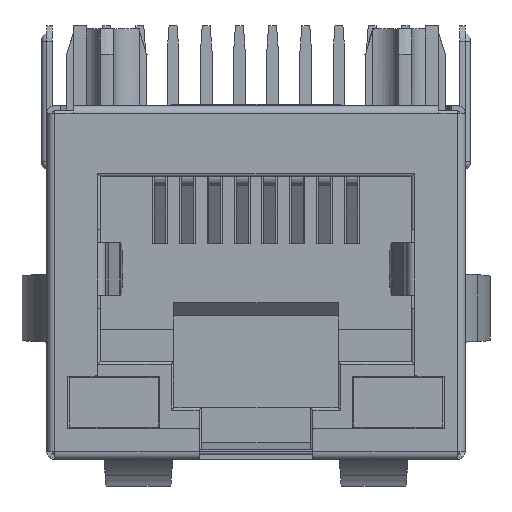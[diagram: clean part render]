
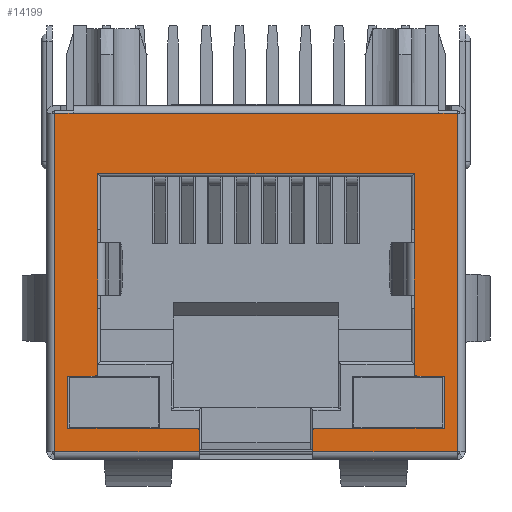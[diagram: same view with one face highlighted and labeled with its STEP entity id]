
A CAD part, front view. The second image highlights one B-rep face of the part: STEP entity #14199.
In plain terms, the highlighted planar face has unit normal (0, -1, 0).
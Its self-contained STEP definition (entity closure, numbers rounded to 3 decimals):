
#639=CIRCLE('',#17495,0.1);
#640=CIRCLE('',#17496,0.1);
#641=CIRCLE('',#17497,0.1);
#642=CIRCLE('',#17498,0.1);
#1466=ORIENTED_EDGE('',*,*,#5721,.T.);
#1467=ORIENTED_EDGE('',*,*,#5722,.F.);
#1468=ORIENTED_EDGE('',*,*,#5713,.T.);
#1469=ORIENTED_EDGE('',*,*,#5723,.T.);
#1470=ORIENTED_EDGE('',*,*,#5724,.T.);
#1471=ORIENTED_EDGE('',*,*,#5725,.T.);
#1472=ORIENTED_EDGE('',*,*,#5726,.T.);
#1473=ORIENTED_EDGE('',*,*,#5727,.T.);
#1474=ORIENTED_EDGE('',*,*,#5728,.T.);
#1475=ORIENTED_EDGE('',*,*,#5729,.T.);
#1476=ORIENTED_EDGE('',*,*,#5730,.F.);
#1477=ORIENTED_EDGE('',*,*,#5731,.T.);
#1478=ORIENTED_EDGE('',*,*,#5732,.F.);
#1479=ORIENTED_EDGE('',*,*,#5733,.F.);
#1480=ORIENTED_EDGE('',*,*,#5734,.T.);
#1481=ORIENTED_EDGE('',*,*,#5719,.T.);
#1482=ORIENTED_EDGE('',*,*,#5735,.T.);
#1483=ORIENTED_EDGE('',*,*,#5736,.T.);
#1484=ORIENTED_EDGE('',*,*,#5737,.T.);
#1485=ORIENTED_EDGE('',*,*,#5738,.T.);
#1486=ORIENTED_EDGE('',*,*,#5739,.T.);
#1487=ORIENTED_EDGE('',*,*,#5740,.T.);
#1488=ORIENTED_EDGE('',*,*,#5715,.T.);
#1489=ORIENTED_EDGE('',*,*,#5741,.T.);
#1490=ORIENTED_EDGE('',*,*,#5742,.T.);
#1491=ORIENTED_EDGE('',*,*,#5743,.T.);
#5713=EDGE_CURVE('',#7809,#7811,#9060,.T.);
#5715=EDGE_CURVE('',#7814,#7813,#9062,.T.);
#5719=EDGE_CURVE('',#7817,#7816,#9065,.T.);
#5721=EDGE_CURVE('',#7818,#7819,#9066,.T.);
#5722=EDGE_CURVE('',#7809,#7819,#9067,.T.);
#5723=EDGE_CURVE('',#7811,#7820,#639,.T.);
#5724=EDGE_CURVE('',#7820,#7821,#9068,.T.);
#5725=EDGE_CURVE('',#7821,#7822,#9069,.T.);
#5726=EDGE_CURVE('',#7822,#7823,#9070,.T.);
#5727=EDGE_CURVE('',#7823,#7824,#640,.T.);
#5728=EDGE_CURVE('',#7824,#7825,#9071,.T.);
#5729=EDGE_CURVE('',#7825,#7826,#9072,.T.);
#5730=EDGE_CURVE('',#7827,#7826,#9073,.T.);
#5731=EDGE_CURVE('',#7827,#7828,#9074,.T.);
#5732=EDGE_CURVE('',#7829,#7828,#9075,.T.);
#5733=EDGE_CURVE('',#7830,#7829,#9076,.T.);
#5734=EDGE_CURVE('',#7830,#7817,#9077,.T.);
#5735=EDGE_CURVE('',#7816,#7831,#9078,.T.);
#5736=EDGE_CURVE('',#7831,#7832,#641,.T.);
#5737=EDGE_CURVE('',#7832,#7833,#9079,.T.);
#5738=EDGE_CURVE('',#7833,#7834,#9080,.T.);
#5739=EDGE_CURVE('',#7834,#7835,#9081,.T.);
#5740=EDGE_CURVE('',#7835,#7814,#642,.T.);
#5741=EDGE_CURVE('',#7813,#7836,#9082,.T.);
#5742=EDGE_CURVE('',#7836,#7837,#9083,.T.);
#5743=EDGE_CURVE('',#7837,#7818,#9084,.T.);
#7809=VERTEX_POINT('',#23621);
#7811=VERTEX_POINT('',#23625);
#7813=VERTEX_POINT('',#23630);
#7814=VERTEX_POINT('',#23632);
#7816=VERTEX_POINT('',#23638);
#7817=VERTEX_POINT('',#23640);
#7818=VERTEX_POINT('',#23644);
#7819=VERTEX_POINT('',#23645);
#7820=VERTEX_POINT('',#23648);
#7821=VERTEX_POINT('',#23650);
#7822=VERTEX_POINT('',#23652);
#7823=VERTEX_POINT('',#23654);
#7824=VERTEX_POINT('',#23656);
#7825=VERTEX_POINT('',#23658);
#7826=VERTEX_POINT('',#23660);
#7827=VERTEX_POINT('',#23662);
#7828=VERTEX_POINT('',#23664);
#7829=VERTEX_POINT('',#23666);
#7830=VERTEX_POINT('',#23668);
#7831=VERTEX_POINT('',#23671);
#7832=VERTEX_POINT('',#23673);
#7833=VERTEX_POINT('',#23675);
#7834=VERTEX_POINT('',#23677);
#7835=VERTEX_POINT('',#23679);
#7836=VERTEX_POINT('',#23682);
#7837=VERTEX_POINT('',#23684);
#9060=LINE('',#23626,#10610);
#9062=LINE('',#23631,#10612);
#9065=LINE('',#23639,#10615);
#9066=LINE('',#23643,#10616);
#9067=LINE('',#23646,#10617);
#9068=LINE('',#23649,#10618);
#9069=LINE('',#23651,#10619);
#9070=LINE('',#23653,#10620);
#9071=LINE('',#23657,#10621);
#9072=LINE('',#23659,#10622);
#9073=LINE('',#23661,#10623);
#9074=LINE('',#23663,#10624);
#9075=LINE('',#23665,#10625);
#9076=LINE('',#23667,#10626);
#9077=LINE('',#23669,#10627);
#9078=LINE('',#23670,#10628);
#9079=LINE('',#23674,#10629);
#9080=LINE('',#23676,#10630);
#9081=LINE('',#23678,#10631);
#9082=LINE('',#23681,#10632);
#9083=LINE('',#23683,#10633);
#9084=LINE('',#23685,#10634);
#10610=VECTOR('',#19127,1000.);
#10612=VECTOR('',#19131,1000.);
#10615=VECTOR('',#19138,1000.);
#10616=VECTOR('',#19143,1000.);
#10617=VECTOR('',#19144,1000.);
#10618=VECTOR('',#19147,1000.);
#10619=VECTOR('',#19148,1000.);
#10620=VECTOR('',#19149,1000.);
#10621=VECTOR('',#19152,1000.);
#10622=VECTOR('',#19153,1000.);
#10623=VECTOR('',#19154,1000.);
#10624=VECTOR('',#19155,1000.);
#10625=VECTOR('',#19156,1000.);
#10626=VECTOR('',#19157,1000.);
#10627=VECTOR('',#19158,1000.);
#10628=VECTOR('',#19159,1000.);
#10629=VECTOR('',#19162,1000.);
#10630=VECTOR('',#19163,1000.);
#10631=VECTOR('',#19164,1000.);
#10632=VECTOR('',#19167,1000.);
#10633=VECTOR('',#19168,1000.);
#10634=VECTOR('',#19169,1000.);
#11948=EDGE_LOOP('',(#1466,#1467,#1468,#1469,#1470,#1471,#1472,#1473,#1474,
#1475,#1476,#1477,#1478,#1479,#1480,#1481,#1482,#1483,#1484,#1485,#1486,
#1487,#1488,#1489,#1490,#1491));
#12810=FACE_BOUND('',#11948,.T.);
#13627=PLANE('',#17494);
#14199=ADVANCED_FACE('',(#12810),#13627,.T.);
#17494=AXIS2_PLACEMENT_3D('',#23642,#19141,#19142);
#17495=AXIS2_PLACEMENT_3D('',#23647,#19145,#19146);
#17496=AXIS2_PLACEMENT_3D('',#23655,#19150,#19151);
#17497=AXIS2_PLACEMENT_3D('',#23672,#19160,#19161);
#17498=AXIS2_PLACEMENT_3D('',#23680,#19165,#19166);
#19127=DIRECTION('',(0.,0.,-1.));
#19131=DIRECTION('',(0.,0.,1.));
#19138=DIRECTION('',(1.,0.,0.));
#19141=DIRECTION('',(0.,-1.,0.));
#19142=DIRECTION('',(0.,0.,-1.));
#19143=DIRECTION('',(0.,0.,-1.));
#19144=DIRECTION('',(0.,0.,1.));
#19145=DIRECTION('',(0.,-1.,0.));
#19146=DIRECTION('',(0.,0.,-1.));
#19147=DIRECTION('',(1.,0.,0.));
#19148=DIRECTION('',(0.,0.,-1.));
#19149=DIRECTION('',(-1.,0.,0.));
#19150=DIRECTION('',(0.,-1.,0.));
#19151=DIRECTION('',(0.,0.,-1.));
#19152=DIRECTION('',(0.,0.,-1.));
#19153=DIRECTION('',(1.,0.,0.));
#19154=DIRECTION('',(0.,0.,-1.));
#19155=DIRECTION('',(-1.,0.,0.));
#19156=DIRECTION('',(1.,0.,0.));
#19157=DIRECTION('',(1.,0.,0.));
#19158=DIRECTION('',(0.,0.,-1.));
#19159=DIRECTION('',(0.,0.,1.));
#19160=DIRECTION('',(0.,-1.,0.));
#19161=DIRECTION('',(0.,0.,-1.));
#19162=DIRECTION('',(-1.,0.,0.));
#19163=DIRECTION('',(0.,0.,1.));
#19164=DIRECTION('',(1.,0.,0.));
#19165=DIRECTION('',(0.,-1.,0.));
#19166=DIRECTION('',(0.,0.,-1.));
#19167=DIRECTION('',(0.,0.,1.));
#19168=DIRECTION('',(0.,0.,1.));
#19169=DIRECTION('',(1.,0.,0.));
#23621=CARTESIAN_POINT('',(6.06,-10.8,-0.475));
#23625=CARTESIAN_POINT('',(6.06,-10.8,-3.475));
#23626=CARTESIAN_POINT('',(6.06,-10.8,6.775));
#23630=CARTESIAN_POINT('',(-6.06,-10.8,-0.475));
#23631=CARTESIAN_POINT('',(-6.06,-10.8,6.775));
#23632=CARTESIAN_POINT('',(-6.06,-10.8,-3.475));
#23638=CARTESIAN_POINT('',(-2.175,-10.8,-6.475));
#23639=CARTESIAN_POINT('',(-7.7,-10.8,-6.475));
#23640=CARTESIAN_POINT('',(-7.7,-10.8,-6.475));
#23642=CARTESIAN_POINT('',(-7.7,-10.8,6.775));
#23643=CARTESIAN_POINT('',(6.06,-10.8,6.775));
#23644=CARTESIAN_POINT('',(6.06,-10.8,4.175));
#23645=CARTESIAN_POINT('',(6.06,-10.8,1.525));
#23646=CARTESIAN_POINT('',(6.06,-10.8,-0.475));
#23647=CARTESIAN_POINT('',(6.16,-10.8,-3.475));
#23648=CARTESIAN_POINT('',(6.16,-10.8,-3.575));
#23649=CARTESIAN_POINT('',(-7.7,-10.8,-3.575));
#23650=CARTESIAN_POINT('',(7.2,-10.8,-3.575));
#23651=CARTESIAN_POINT('',(7.2,-10.8,6.775));
#23652=CARTESIAN_POINT('',(7.2,-10.8,-5.575));
#23653=CARTESIAN_POINT('',(-7.7,-10.8,-5.575));
#23654=CARTESIAN_POINT('',(2.275,-10.8,-5.575));
#23655=CARTESIAN_POINT('',(2.275,-10.8,-5.675));
#23656=CARTESIAN_POINT('',(2.175,-10.8,-5.675));
#23657=CARTESIAN_POINT('',(2.175,-10.8,6.775));
#23658=CARTESIAN_POINT('',(2.175,-10.8,-6.475));
#23659=CARTESIAN_POINT('',(-7.7,-10.8,-6.475));
#23660=CARTESIAN_POINT('',(7.7,-10.8,-6.475));
#23661=CARTESIAN_POINT('',(7.7,-10.8,6.775));
#23662=CARTESIAN_POINT('',(7.7,-10.8,6.475));
#23663=CARTESIAN_POINT('',(7.7,-10.8,6.475));
#23664=CARTESIAN_POINT('',(7.,-10.8,6.475));
#23665=CARTESIAN_POINT('',(-7.7,-10.8,6.475));
#23666=CARTESIAN_POINT('',(-7.,-10.8,6.475));
#23667=CARTESIAN_POINT('',(-7.7,-10.8,6.475));
#23668=CARTESIAN_POINT('',(-7.7,-10.8,6.475));
#23669=CARTESIAN_POINT('',(-7.7,-10.8,6.775));
#23670=CARTESIAN_POINT('',(-2.175,-10.8,6.775));
#23671=CARTESIAN_POINT('',(-2.175,-10.8,-5.675));
#23672=CARTESIAN_POINT('',(-2.275,-10.8,-5.675));
#23673=CARTESIAN_POINT('',(-2.275,-10.8,-5.575));
#23674=CARTESIAN_POINT('',(-7.7,-10.8,-5.575));
#23675=CARTESIAN_POINT('',(-7.2,-10.8,-5.575));
#23676=CARTESIAN_POINT('',(-7.2,-10.8,6.775));
#23677=CARTESIAN_POINT('',(-7.2,-10.8,-3.575));
#23678=CARTESIAN_POINT('',(-7.7,-10.8,-3.575));
#23679=CARTESIAN_POINT('',(-6.16,-10.8,-3.575));
#23680=CARTESIAN_POINT('',(-6.16,-10.8,-3.475));
#23681=CARTESIAN_POINT('',(-6.06,-10.8,-0.475));
#23682=CARTESIAN_POINT('',(-6.06,-10.8,1.525));
#23683=CARTESIAN_POINT('',(-6.06,-10.8,6.775));
#23684=CARTESIAN_POINT('',(-6.06,-10.8,4.175));
#23685=CARTESIAN_POINT('',(-7.7,-10.8,4.175));
